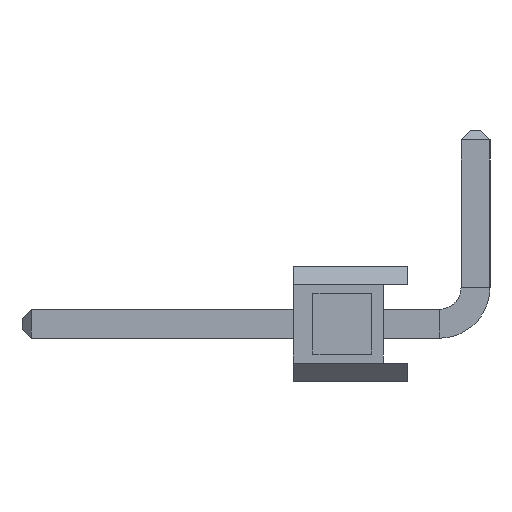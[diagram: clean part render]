
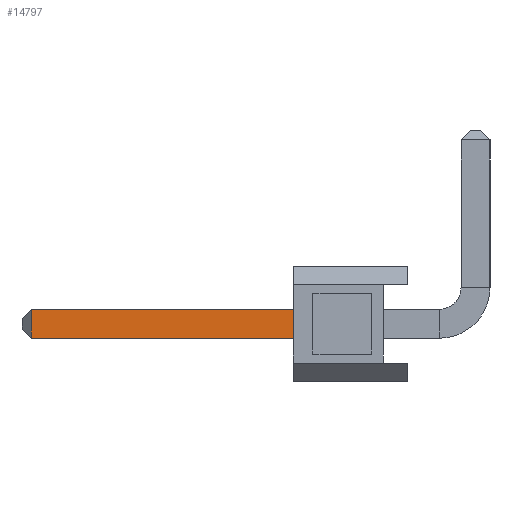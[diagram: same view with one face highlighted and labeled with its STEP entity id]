
A CAD part, left-side view. The second image highlights one B-rep face of the part: STEP entity #14797.
In plain terms, the highlighted planar face has unit normal (-1, 0, 0).
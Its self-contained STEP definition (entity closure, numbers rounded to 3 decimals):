
#313 = VERTEX_POINT ( 'NONE', #3786 ) ;
#405 = VECTOR ( 'NONE', #26636, 1000. ) ;
#3056 = CARTESIAN_POINT ( 'NONE',  ( -0.32, 2.54, 0.32 ) ) ;
#3268 = VECTOR ( 'NONE', #10228, 1000. ) ;
#3786 = CARTESIAN_POINT ( 'NONE',  ( -0.32, 2.54, -0.32 ) ) ;
#4771 = EDGE_CURVE ( 'NONE', #313, #22477, #9178, .T. ) ;
#5461 = CARTESIAN_POINT ( 'NONE',  ( -0.32, -0.7, -0.32 ) ) ;
#5746 = EDGE_CURVE ( 'NONE', #14140, #18246, #20232, .T. ) ;
#5904 = EDGE_LOOP ( 'NONE', ( #20555, #19000, #12450, #13910 ) ) ;
#6378 = DIRECTION ( 'NONE',  ( 0., 0., -1. ) ) ;
#8309 = CARTESIAN_POINT ( 'NONE',  ( -0.32, 8.34, -0.32 ) ) ;
#9178 = LINE ( 'NONE', #22793, #3268 ) ;
#9748 = LINE ( 'NONE', #8309, #17018 ) ;
#10228 = DIRECTION ( 'NONE',  ( 0., 1., 0. ) ) ;
#10792 = EDGE_CURVE ( 'NONE', #18246, #22477, #9748, .T. ) ;
#12450 = ORIENTED_EDGE ( 'NONE', *, *, #4771, .F. ) ;
#13553 = DIRECTION ( 'NONE',  ( 0., 0., 1. ) ) ;
#13586 = AXIS2_PLACEMENT_3D ( 'NONE', #5461, #19968, #13553 ) ;
#13660 = EDGE_CURVE ( 'NONE', #14140, #313, #26405, .T. ) ;
#13910 = ORIENTED_EDGE ( 'NONE', *, *, #13660, .F. ) ;
#13935 = CARTESIAN_POINT ( 'NONE',  ( -0.32, 2.54, 0. ) ) ;
#14140 = VERTEX_POINT ( 'NONE', #3056 ) ;
#14672 = DIRECTION ( 'NONE',  ( 0., 1., 0. ) ) ;
#14718 = FACE_OUTER_BOUND ( 'NONE', #5904, .T. ) ;
#14797 = ADVANCED_FACE ( 'NONE', ( #14718 ), #26142, .T. ) ;
#17018 = VECTOR ( 'NONE', #6378, 1000. ) ;
#17615 = VECTOR ( 'NONE', #14672, 1000. ) ;
#18246 = VERTEX_POINT ( 'NONE', #22699 ) ;
#19000 = ORIENTED_EDGE ( 'NONE', *, *, #10792, .T. ) ;
#19968 = DIRECTION ( 'NONE',  ( -1., 0., 0. ) ) ;
#20232 = LINE ( 'NONE', #20936, #17615 ) ;
#20555 = ORIENTED_EDGE ( 'NONE', *, *, #5746, .T. ) ;
#20615 = CARTESIAN_POINT ( 'NONE',  ( -0.32, 8.34, -0.32 ) ) ;
#20936 = CARTESIAN_POINT ( 'NONE',  ( -0.32, -0.7, 0.32 ) ) ;
#22477 = VERTEX_POINT ( 'NONE', #20615 ) ;
#22699 = CARTESIAN_POINT ( 'NONE',  ( -0.32, 8.34, 0.32 ) ) ;
#22793 = CARTESIAN_POINT ( 'NONE',  ( -0.32, -0.7, -0.32 ) ) ;
#26142 = PLANE ( 'NONE',  #13586 ) ;
#26405 = LINE ( 'NONE', #13935, #405 ) ;
#26636 = DIRECTION ( 'NONE',  ( 0., 0., -1. ) ) ;
